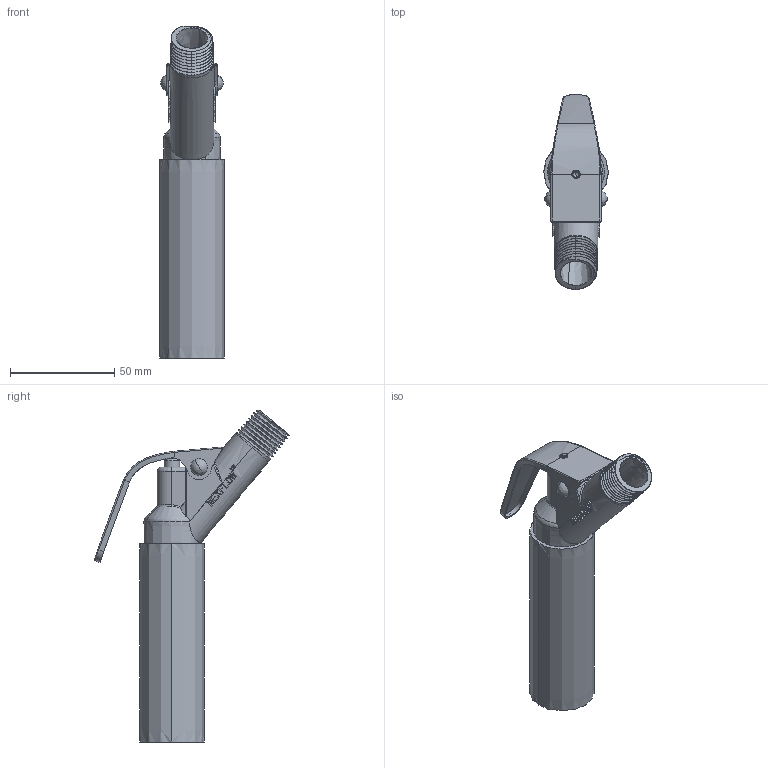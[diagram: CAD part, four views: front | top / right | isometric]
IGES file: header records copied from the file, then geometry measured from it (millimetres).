
Start section: START RECORD GO HERE.
Global section: file name: HFAG_Outline.igs; native system: DASSAULT SYSTEMES CATIA V5 R20 - www.3ds.com; preprocessor: CATIA Version 5 Release 20 ; author: Chirag Shah; organization: INTRITECH; date: 20180821.102505; units: millimetre
Bounding box: 31 x 93.49 x 159.19 mm (x, y, z)
Volume: 78574.9 mm3; surface area: 49410 mm2
Topology: 5 solids, 5 shells, 706 faces, 1864 edges, 1147 vertices
Faces by surface type: plane 322, bspline 200, revolution 182, extrusion 2
